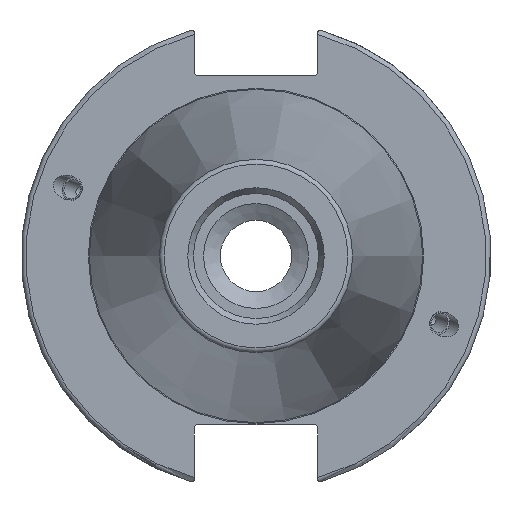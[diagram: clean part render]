
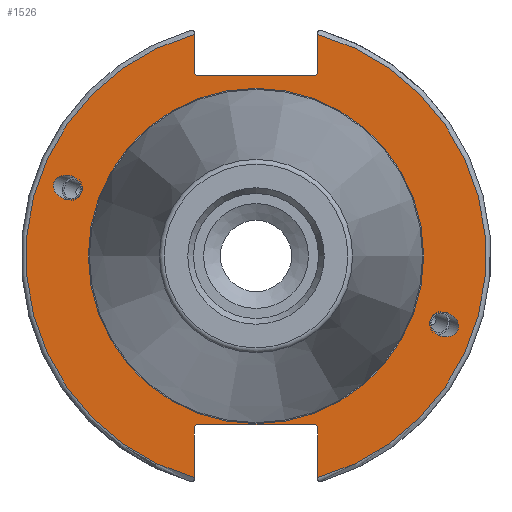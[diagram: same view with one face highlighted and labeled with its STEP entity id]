
A CAD part, left-side view. The second image highlights one B-rep face of the part: STEP entity #1526.
In plain terms, the highlighted planar face has unit normal (-1, 0, 0).
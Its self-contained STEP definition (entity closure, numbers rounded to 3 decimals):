
#85=FACE_BOUND('',#317,.T.);
#86=FACE_BOUND('',#318,.T.);
#87=FACE_BOUND('',#319,.T.);
#103=PLANE('',#1692);
#139=ELLIPSE('',#1652,3.052,2.5);
#140=ELLIPSE('',#1686,3.052,2.5);
#212=FACE_OUTER_BOUND('',#316,.T.);
#316=EDGE_LOOP('',(#1230,#1231,#1232,#1233,#1234,#1235,#1236,#1237,#1238,
#1239,#1240,#1241));
#317=EDGE_LOOP('',(#1242));
#318=EDGE_LOOP('',(#1243));
#319=EDGE_LOOP('',(#1244));
#414=LINE('',#2836,#508);
#415=LINE('',#2838,#509);
#416=LINE('',#2840,#510);
#417=LINE('',#2842,#511);
#418=LINE('',#2844,#512);
#419=LINE('',#2848,#513);
#420=LINE('',#2850,#514);
#421=LINE('',#2852,#515);
#422=LINE('',#2854,#516);
#423=LINE('',#2855,#517);
#508=VECTOR('',#2011,10.);
#509=VECTOR('',#2012,10.);
#510=VECTOR('',#2013,10.);
#511=VECTOR('',#2014,10.);
#512=VECTOR('',#2015,10.);
#513=VECTOR('',#2018,10.);
#514=VECTOR('',#2019,10.);
#515=VECTOR('',#2020,10.);
#516=VECTOR('',#2021,10.);
#517=VECTOR('',#2022,10.);
#604=CIRCLE('',#1690,35.125);
#606=CIRCLE('',#1693,48.213);
#607=CIRCLE('',#1694,48.213);
#690=VERTEX_POINT('',#2561);
#728=VERTEX_POINT('',#2820);
#731=VERTEX_POINT('',#2827);
#732=VERTEX_POINT('',#2832);
#733=VERTEX_POINT('',#2833);
#734=VERTEX_POINT('',#2835);
#735=VERTEX_POINT('',#2837);
#736=VERTEX_POINT('',#2839);
#737=VERTEX_POINT('',#2841);
#738=VERTEX_POINT('',#2843);
#739=VERTEX_POINT('',#2845);
#740=VERTEX_POINT('',#2847);
#741=VERTEX_POINT('',#2849);
#742=VERTEX_POINT('',#2851);
#743=VERTEX_POINT('',#2853);
#861=EDGE_CURVE('',#690,#690,#139,.T.);
#912=EDGE_CURVE('',#728,#728,#140,.T.);
#915=EDGE_CURVE('',#731,#731,#604,.T.);
#917=EDGE_CURVE('',#732,#733,#606,.T.);
#918=EDGE_CURVE('',#732,#734,#414,.T.);
#919=EDGE_CURVE('',#735,#734,#415,.T.);
#920=EDGE_CURVE('',#735,#736,#416,.T.);
#921=EDGE_CURVE('',#737,#736,#417,.T.);
#922=EDGE_CURVE('',#737,#738,#418,.T.);
#923=EDGE_CURVE('',#739,#738,#607,.T.);
#924=EDGE_CURVE('',#739,#740,#419,.T.);
#925=EDGE_CURVE('',#741,#740,#420,.T.);
#926=EDGE_CURVE('',#741,#742,#421,.T.);
#927=EDGE_CURVE('',#743,#742,#422,.T.);
#928=EDGE_CURVE('',#743,#733,#423,.T.);
#1230=ORIENTED_EDGE('',*,*,#917,.F.);
#1231=ORIENTED_EDGE('',*,*,#918,.T.);
#1232=ORIENTED_EDGE('',*,*,#919,.F.);
#1233=ORIENTED_EDGE('',*,*,#920,.T.);
#1234=ORIENTED_EDGE('',*,*,#921,.F.);
#1235=ORIENTED_EDGE('',*,*,#922,.T.);
#1236=ORIENTED_EDGE('',*,*,#923,.F.);
#1237=ORIENTED_EDGE('',*,*,#924,.T.);
#1238=ORIENTED_EDGE('',*,*,#925,.F.);
#1239=ORIENTED_EDGE('',*,*,#926,.T.);
#1240=ORIENTED_EDGE('',*,*,#927,.F.);
#1241=ORIENTED_EDGE('',*,*,#928,.T.);
#1242=ORIENTED_EDGE('',*,*,#861,.T.);
#1243=ORIENTED_EDGE('',*,*,#912,.T.);
#1244=ORIENTED_EDGE('',*,*,#915,.F.);
#1526=ADVANCED_FACE('',(#212,#85,#86,#87),#103,.T.);
#1652=AXIS2_PLACEMENT_3D('',#2563,#1911,#1912);
#1686=AXIS2_PLACEMENT_3D('',#2822,#1995,#1996);
#1690=AXIS2_PLACEMENT_3D('',#2829,#2003,#2004);
#1692=AXIS2_PLACEMENT_3D('',#2831,#2007,#2008);
#1693=AXIS2_PLACEMENT_3D('',#2834,#2009,#2010);
#1694=AXIS2_PLACEMENT_3D('',#2846,#2016,#2017);
#1911=DIRECTION('center_axis',(1.,0.,0.));
#1912=DIRECTION('ref_axis',(0.,-0.94,-0.342));
#1995=DIRECTION('center_axis',(1.,0.,0.));
#1996=DIRECTION('ref_axis',(0.,0.94,0.342));
#2003=DIRECTION('center_axis',(-1.,0.,0.));
#2004=DIRECTION('ref_axis',(0.,-1.,0.));
#2007=DIRECTION('center_axis',(-1.,0.,0.));
#2008=DIRECTION('ref_axis',(0.,0.,1.));
#2009=DIRECTION('center_axis',(1.,0.,0.));
#2010=DIRECTION('ref_axis',(0.,-1.,0.));
#2011=DIRECTION('',(0.,0.,-1.));
#2012=DIRECTION('',(0.,-0.707,0.707));
#2013=DIRECTION('',(0.,1.,0.));
#2014=DIRECTION('',(0.,-0.707,-0.707));
#2015=DIRECTION('',(0.,0.,1.));
#2016=DIRECTION('center_axis',(1.,0.,0.));
#2017=DIRECTION('ref_axis',(0.,1.,0.));
#2018=DIRECTION('',(0.,0.,1.));
#2019=DIRECTION('',(0.,0.707,-0.707));
#2020=DIRECTION('',(0.,-1.,0.));
#2021=DIRECTION('',(0.,0.707,0.707));
#2022=DIRECTION('',(0.,0.,-1.));
#2561=CARTESIAN_POINT('',(3.175,-36.599,-13.321));
#2563=CARTESIAN_POINT('Origin',(3.175,-39.467,-14.365));
#2820=CARTESIAN_POINT('',(3.175,36.599,13.321));
#2822=CARTESIAN_POINT('Origin',(3.175,39.467,14.365));
#2827=CARTESIAN_POINT('',(3.175,0.,35.125));
#2829=CARTESIAN_POINT('Origin',(3.175,0.,0.));
#2831=CARTESIAN_POINT('Origin',(3.175,49.213,0.));
#2832=CARTESIAN_POINT('',(3.175,-12.95,46.441));
#2833=CARTESIAN_POINT('',(3.175,-12.95,-46.441));
#2834=CARTESIAN_POINT('Origin',(3.175,0.,0.));
#2835=CARTESIAN_POINT('',(3.175,-12.95,38.219));
#2836=CARTESIAN_POINT('',(3.175,-12.95,18.86));
#2837=CARTESIAN_POINT('',(3.175,-12.45,37.719));
#2838=CARTESIAN_POINT('',(3.175,12.27,12.999));
#2839=CARTESIAN_POINT('',(3.175,12.45,37.719));
#2840=CARTESIAN_POINT('',(3.175,24.606,37.719));
#2841=CARTESIAN_POINT('',(3.175,12.95,38.219));
#2842=CARTESIAN_POINT('',(3.175,12.336,37.605));
#2843=CARTESIAN_POINT('',(3.175,12.95,46.441));
#2844=CARTESIAN_POINT('',(3.175,12.95,18.86));
#2845=CARTESIAN_POINT('',(3.175,12.95,-46.441));
#2846=CARTESIAN_POINT('Origin',(3.175,0.,0.));
#2847=CARTESIAN_POINT('',(3.175,12.95,-35.806));
#2848=CARTESIAN_POINT('',(3.175,12.95,-17.653));
#2849=CARTESIAN_POINT('',(3.175,12.45,-35.306));
#2850=CARTESIAN_POINT('',(3.175,12.939,-35.795));
#2851=CARTESIAN_POINT('',(3.175,-12.45,-35.306));
#2852=CARTESIAN_POINT('',(3.175,24.606,-35.306));
#2853=CARTESIAN_POINT('',(3.175,-12.95,-35.806));
#2854=CARTESIAN_POINT('',(3.175,11.667,-11.189));
#2855=CARTESIAN_POINT('',(3.175,-12.95,-17.653));
